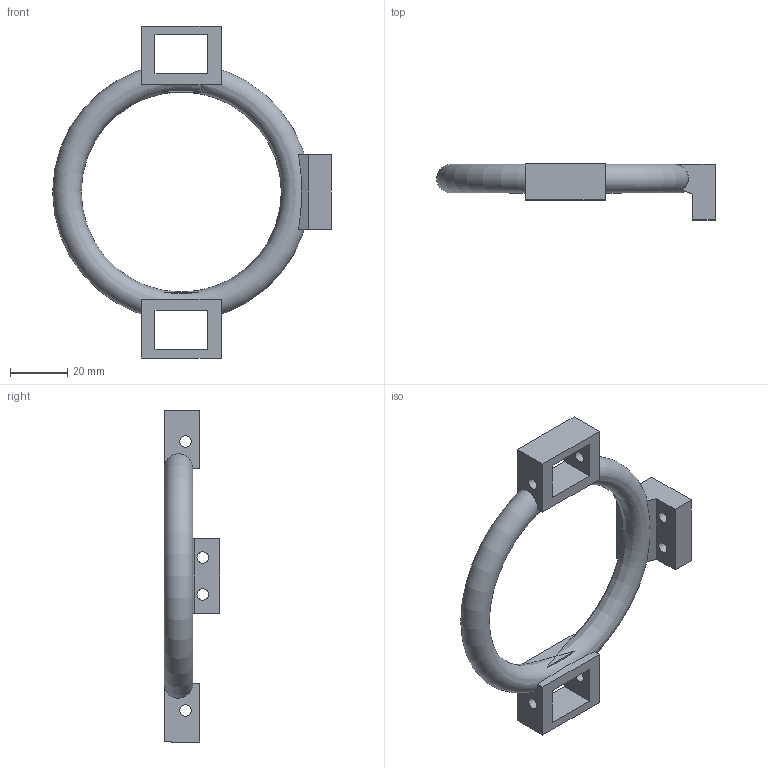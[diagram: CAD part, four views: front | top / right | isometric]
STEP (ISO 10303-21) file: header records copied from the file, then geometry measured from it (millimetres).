
FILE_DESCRIPTION(/* description */ (''),/* implementation_level */ '2;1');
FILE_NAME(/* name */ 'Kurv.stp',/* time_stamp */ '2025-08-07T16:45:47+02:00',/* author */ ('roone'),/* organization */ (''),/* preprocessor_version */ 'ST-DEVELOPER v20',/* originating_system */ 'Autodesk Inventor 2025',/* authorisation */ '');
FILE_SCHEMA (('AUTOMOTIVE_DESIGN { 1 0 10303 214 3 1 1 }'));
Length unit declared in the file: millimetre
Products named in the file (1): Ny basket del kurv
Bounding box: 97.49 x 19.5 x 116.2 mm (x, y, z)
Volume: 28861.1 mm3; surface area: 13254 mm2
Topology: 1 solids, 1 shells, 50 faces, 151 edges, 102 vertices
Faces by surface type: plane 43, cylinder 6, torus 1
Full cylindrical faces by diameter (mm): 4 x6
Entity records: 2051 total; most frequent: CARTESIAN_POINT 674, ORIENTED_EDGE 302, DIRECTION 230, EDGE_CURVE 151, VERTEX_POINT 102, LINE 90, VECTOR 90, AXIS2_PLACEMENT_3D 70
